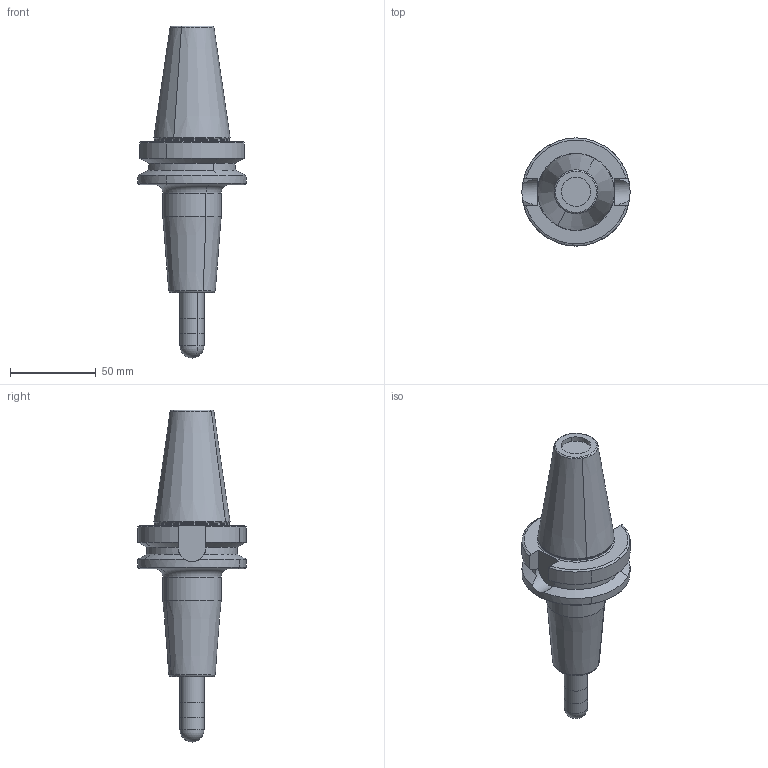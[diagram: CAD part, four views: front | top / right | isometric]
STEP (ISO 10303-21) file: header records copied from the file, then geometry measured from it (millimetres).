
FILE_DESCRIPTION(('Open CASCADE Model'),'2;1');
FILE_NAME('Open CASCADE Shape Model','2021-06-28T09:57:03',('Author'),( 'Open CASCADE'),'Open CASCADE STEP processor 7.5','Open CASCADE 7.5' ,'Unknown');
FILE_SCHEMA(('AUTOMOTIVE_DESIGN { 1 0 10303 214 1 1 1 1 }'));
Length unit declared in the file: millimetre
Products named in the file (3): Open CASCADE STEP translator 7.5 33; Open CASCADE STEP translator 7.5 33.1; 5620577_L.stp
Assembly tree (2 placements, depth 2):
  Open CASCADE STEP translator 7.5 33
    Open CASCADE STEP translator 7.5 33.1
    5620577_L.stp
Bounding box: 62.99 x 63 x 193.4 mm (x, y, z)
Volume: 195487.5 mm3; surface area: 28586.5 mm2
Topology: 3 solids, 3 shells, 77 faces, 174 edges, 105 vertices
Faces by surface type: cylinder 26, cone 18, torus 16, plane 15, sphere 2
Entity records: 2429 total; most frequent: CARTESIAN_POINT 502, DIRECTION 416, ORIENTED_EDGE 344, AXIS2_PLACEMENT_3D 180, EDGE_CURVE 172, VERTEX_POINT 105, CIRCLE 96, FACE_BOUND 81
